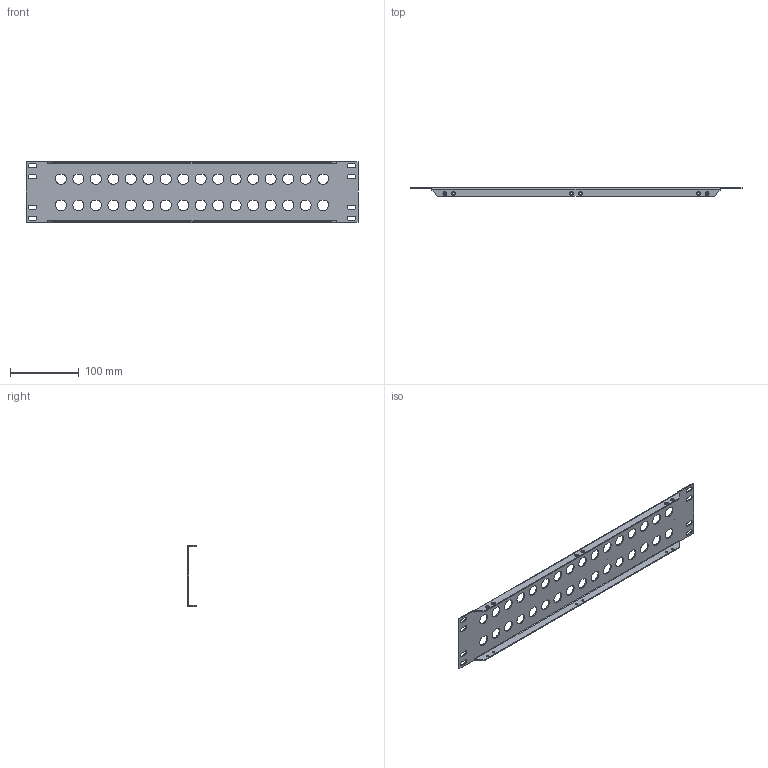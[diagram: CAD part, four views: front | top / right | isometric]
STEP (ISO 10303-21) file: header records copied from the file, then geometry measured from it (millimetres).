
FILE_DESCRIPTION (( 'STEP AP214' ), '1' );
FILE_NAME ('PR35D32-630.STEP', '2018-11-16T18:45:26', ( '' ), ( '' ), 'SwSTEP 2.0', 'SolidWorks 2017', '' );
FILE_SCHEMA (( 'AUTOMOTIVE_DESIGN' ));
Length unit declared in the file: inch
Products named in the file (2): PR35D32-630; 1AP08-005
Assembly tree (1 placements, depth 2):
  PR35D32-630
    1AP08-005
Bounding box: 482.6 x 12.73 x 88.39 mm (x, y, z)
Volume: 67633.7 mm3; surface area: 93671.6 mm2
Topology: 1 solids, 1 shells, 1017 faces, 2750 edges, 1820 vertices
Faces by surface type: plane 557, bspline 360, cylinder 76, cone 24
Entity records: 58925 total; most frequent: CARTESIAN_POINT 24831, ORIENTED_EDGE 5500, DIRECTION 3528, EDGE_CURVE 2750, LINE 1854, VECTOR 1854, VERTEX_POINT 1820, EDGE_LOOP 1206
